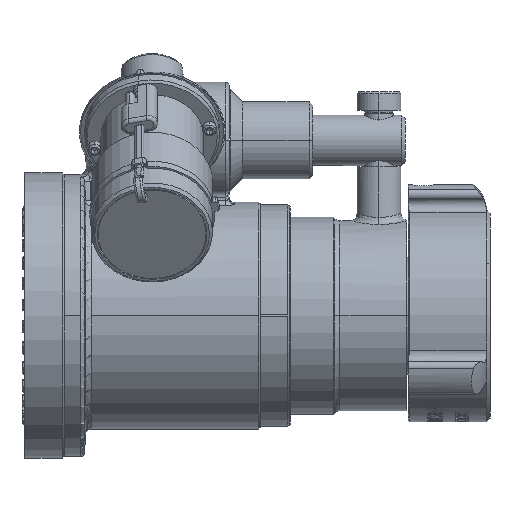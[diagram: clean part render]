
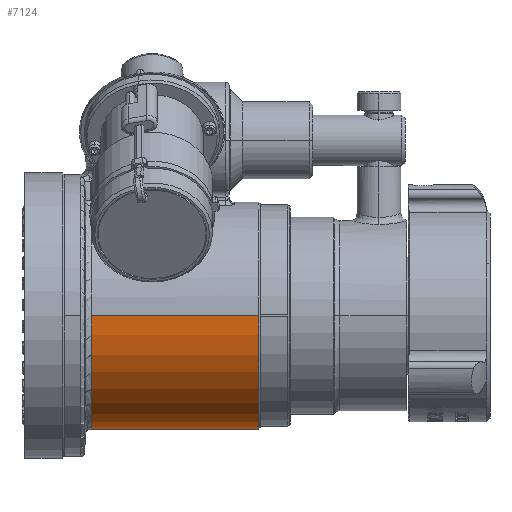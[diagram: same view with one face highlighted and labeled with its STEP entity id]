
A CAD part, front view. The second image highlights one B-rep face of the part: STEP entity #7124.
In plain terms, the highlighted cylindrical face has radius 49.212 mm (diameter 98.425 mm), a partial arc.
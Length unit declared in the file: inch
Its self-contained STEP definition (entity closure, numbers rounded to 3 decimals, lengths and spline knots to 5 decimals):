
#4313=DIRECTION('',(1.,0.,0.));
#4314=VECTOR('',#4313,2.86348);
#4315=CARTESIAN_POINT('',(0.21752,-1.9375,0.));
#4316=LINE('',#4315,#4314);
#4317=DIRECTION('',(1.,0.,0.));
#4318=VECTOR('',#4317,2.86348);
#4319=CARTESIAN_POINT('',(0.21752,1.9375,0.));
#4320=LINE('',#4319,#4318);
#4321=CARTESIAN_POINT('',(3.081,0.,0.));
#4322=DIRECTION('',(-1.,0.,0.));
#4323=DIRECTION('',(0.,0.,-1.));
#4324=AXIS2_PLACEMENT_3D('',#4321,#4322,#4323);
#4336=CARTESIAN_POINT('',(3.081,0.,0.));
#4337=DIRECTION('',(-1.,0.,0.));
#4338=DIRECTION('',(0.,1.,0.));
#4339=AXIS2_PLACEMENT_3D('',#4336,#4337,#4338);
#4497=CARTESIAN_POINT('',(0.21752,0.,0.));
#4498=DIRECTION('',(1.,0.,0.));
#4499=DIRECTION('',(0.,-1.,0.));
#4500=AXIS2_PLACEMENT_3D('',#4497,#4498,#4499);
#6262=CARTESIAN_POINT('',(3.081,0.,-1.9375));
#6263=CARTESIAN_POINT('',(3.081,-1.9375,0.));
#6264=VERTEX_POINT('',#6262);
#6265=VERTEX_POINT('',#6263);
#6266=CARTESIAN_POINT('',(3.081,1.9375,0.));
#6267=VERTEX_POINT('',#6266);
#6416=CARTESIAN_POINT('',(0.21752,1.9375,0.));
#6417=VERTEX_POINT('',#6416);
#6418=CARTESIAN_POINT('',(0.21752,-1.9375,0.));
#6419=VERTEX_POINT('',#6418);
#7110=CARTESIAN_POINT('',(4.03255,0.,0.));
#7111=DIRECTION('',(-1.,0.,0.));
#7112=DIRECTION('',(0.,-1.,0.));
#7113=AXIS2_PLACEMENT_3D('',#7110,#7111,#7112);
#7114=CYLINDRICAL_SURFACE('',#7113,1.9375);
#7115=ORIENTED_EDGE('',*,*,#7098,.F.);
#7117=ORIENTED_EDGE('',*,*,#7116,.F.);
#7118=ORIENTED_EDGE('',*,*,#7086,.F.);
#7120=ORIENTED_EDGE('',*,*,#7119,.F.);
#7121=ORIENTED_EDGE('',*,*,#7074,.T.);
#7122=EDGE_LOOP('',(#7115,#7117,#7118,#7120,#7121));
#7123=FACE_OUTER_BOUND('',#7122,.F.);
#7124=ADVANCED_FACE('',(#7123),#7114,.T.);
#4325=CIRCLE('',#4324,1.9375);
#4340=CIRCLE('',#4339,1.9375);
#4501=CIRCLE('',#4500,1.9375);
#7074=EDGE_CURVE('',#6419,#6265,#4316,.T.);
#7086=EDGE_CURVE('',#6417,#6267,#4320,.T.);
#7098=EDGE_CURVE('',#6264,#6265,#4325,.T.);
#7116=EDGE_CURVE('',#6267,#6264,#4340,.T.);
#7119=EDGE_CURVE('',#6419,#6417,#4501,.T.);
